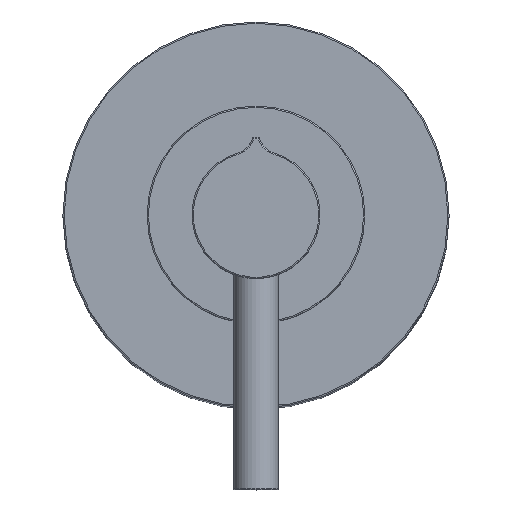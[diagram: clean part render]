
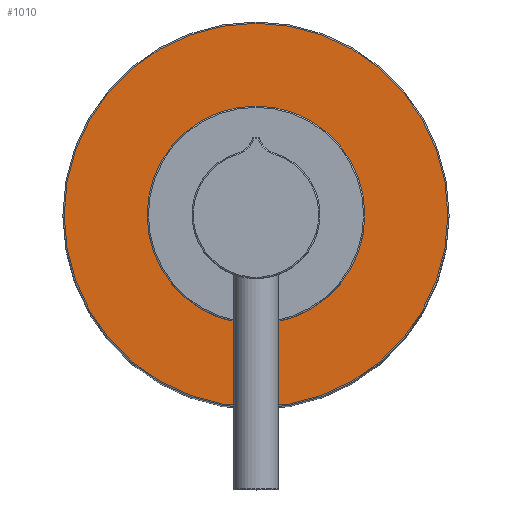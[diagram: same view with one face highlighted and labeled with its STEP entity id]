
A CAD part, top view. The second image highlights one B-rep face of the part: STEP entity #1010.
In plain terms, the highlighted planar face has unit normal (0, 0, 1).
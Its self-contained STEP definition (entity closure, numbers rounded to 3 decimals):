
#145=ORIENTED_EDGE('',*,*,#363,.T.);
#146=ORIENTED_EDGE('',*,*,#364,.T.);
#363=EDGE_CURVE('',#472,#472,#563,.F.);
#364=EDGE_CURVE('',#473,#473,#564,.T.);
#472=VERTEX_POINT('',#2091);
#473=VERTEX_POINT('',#2093);
#563=CIRCLE('',#1493,13.7);
#564=CIRCLE('',#1494,29.95);
#661=EDGE_LOOP('',(#145));
#662=EDGE_LOOP('',(#146));
#822=FACE_BOUND('',#661,.T.);
#823=FACE_BOUND('',#662,.T.);
#984=PLANE('',#1492);
#1010=ADVANCED_FACE('',(#822,#823),#984,.T.);
#1492=AXIS2_PLACEMENT_3D('',#2089,#1690,#1691);
#1493=AXIS2_PLACEMENT_3D('',#2090,#1692,#1693);
#1494=AXIS2_PLACEMENT_3D('',#2092,#1694,#1695);
#1690=DIRECTION('',(0.,0.,1.));
#1691=DIRECTION('',(1.,0.,0.));
#1692=DIRECTION('',(0.,0.,1.));
#1693=DIRECTION('',(1.,0.,0.));
#1694=DIRECTION('',(0.,0.,1.));
#1695=DIRECTION('',(1.,0.,0.));
#2089=CARTESIAN_POINT('',(0.,0.,8.));
#2090=CARTESIAN_POINT('',(0.,0.,8.));
#2091=CARTESIAN_POINT('',(13.7,0.,8.));
#2092=CARTESIAN_POINT('',(0.,0.,8.));
#2093=CARTESIAN_POINT('',(29.95,0.,8.));
